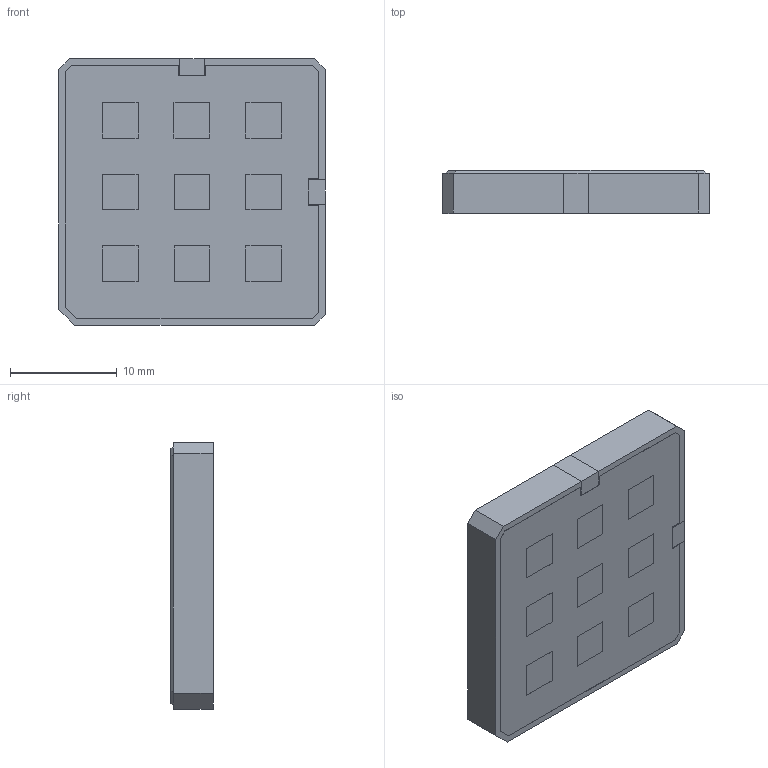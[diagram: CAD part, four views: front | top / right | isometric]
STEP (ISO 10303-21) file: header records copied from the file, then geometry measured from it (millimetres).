
FILE_DESCRIPTION (( 'STEP AP214' ), '1' );
FILE_NAME ('SGPDF254B.STEP', '2024-12-05T03:29:38', ( '' ), ( '' ), 'SwSTEP 2.0', 'SolidWorks 2022', '' );
FILE_SCHEMA (( 'AUTOMOTIVE_DESIGN' ));
Length unit declared in the file: millimetre
Products named in the file (1): SGPDF254B
Bounding box: 25 x 4.02 x 25 mm (x, y, z)
Volume: 2486.6 mm3; surface area: 1622.6 mm2
Topology: 1 solids, 1 shells, 369 faces, 987 edges, 658 vertices
Faces by surface type: plane 242, bspline 127
Entity records: 18962 total; most frequent: CARTESIAN_POINT 6754, ORIENTED_EDGE 1974, DIRECTION 1219, EDGE_CURVE 987, VECTOR 733, LINE 733, VERTEX_POINT 658, EDGE_LOOP 407
